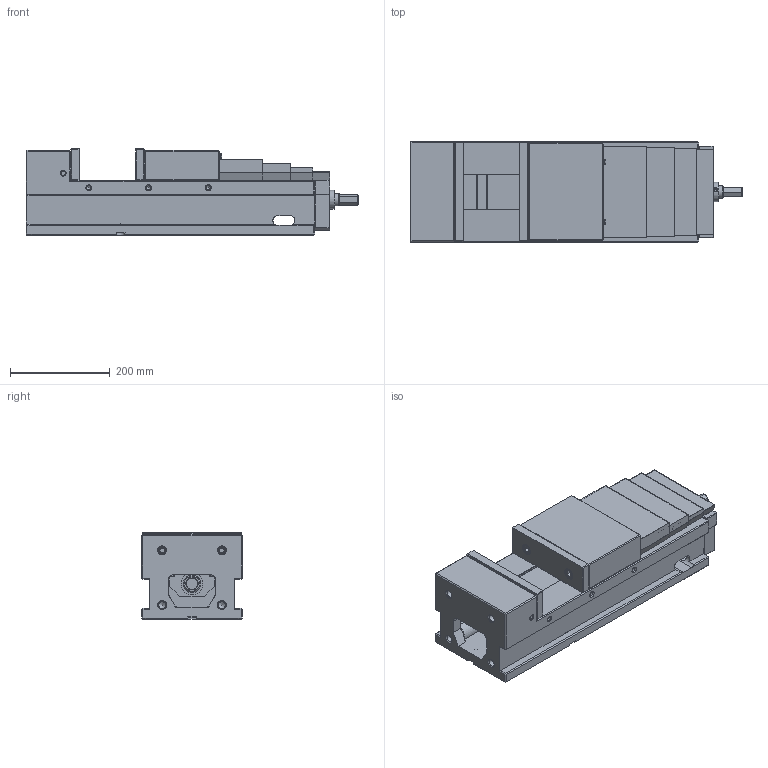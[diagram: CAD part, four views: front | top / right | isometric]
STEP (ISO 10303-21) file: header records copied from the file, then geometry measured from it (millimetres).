
FILE_DESCRIPTION(/* description */ (''),/* implementation_level */ '2;1');
FILE_NAME(/* name */ '1AVC200GA0101.stp',/* time_stamp */ '2020-03-17T11:10:16+08:00',/* author */ ('AUTOWELL002'),/* organization */ (''),/* preprocessor_version */ 'ST-DEVELOPER v17',/* originating_system */ 'Autodesk Inventor 2019',/* authorisation */ '');
FILE_SCHEMA (('AUTOMOTIVE_DESIGN { 1 0 10303 214 3 1 1 }'));
Length unit declared in the file: millimetre
Products named in the file (1): 1AVC200GA0101
Bounding box: 667 x 201 x 173 mm (x, y, z)
Volume: 10467439.4 mm3; surface area: 1194265.7 mm2
Topology: 5 solids, 18 shells, 1286 faces, 3522 edges, 2229 vertices
Faces by surface type: plane 793, cylinder 269, cone 119, torus 53, bspline 48, sphere 4
Full cylindrical faces by diameter (mm): 4 x7, 4.917 x4, 5 x4, 6 x4, 6.5 x1, 7 x2, 8.2 x2, 8.25 x2, 8.376 x8, 10 x2, 10.106 x3, 10.2 x6, 10.5 x2, 12 x8, 13 x4, 13.835 x4, 14 x6, 18 x8, 20 x8, 22 x1, 23.5 x1, 25 x4, 25.5 x1, 34.924 x2, 38.5 x1, 42.3 x1, 44 x2, 46.9 x1, 47.3 x1
Entity records: 43213 total; most frequent: CARTESIAN_POINT 8955, ORIENTED_EDGE 6962, DIRECTION 6800, EDGE_CURVE 3481, LINE 2342, VECTOR 2342, AXIS2_PLACEMENT_3D 2229, VERTEX_POINT 2227
